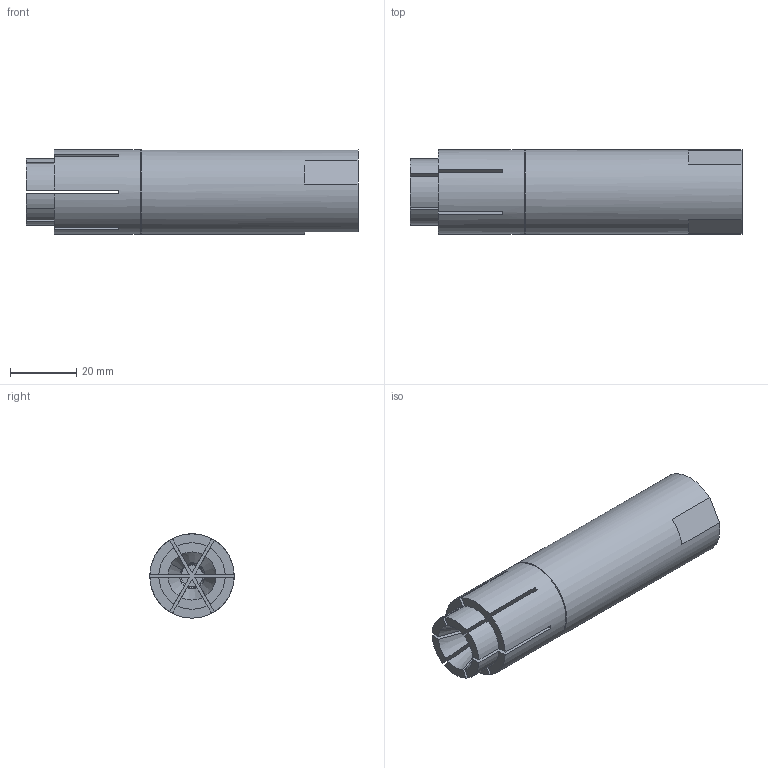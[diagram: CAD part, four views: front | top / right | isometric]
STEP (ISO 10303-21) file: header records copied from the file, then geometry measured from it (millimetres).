
FILE_DESCRIPTION(('HOOPS Exchange Step'),'2;1');
FILE_NAME('temp_export','2022-12-07T15:49:11-06:00',('jonat'),('Shapr3D Limited'),'HOOPS Exchange 2022.0','Shapr3D','Authorized');
FILE_SCHEMA( ('AUTOMOTIVE_DESIGN { 1 0 10303 214 1 1 1 1 }') );
Length unit declared in the file: millimetre
Products named in the file (1): Collet
Bounding box: 100 x 25.4 x 25.4 mm (x, y, z)
Volume: 45896.1 mm3; surface area: 11992.1 mm2
Topology: 1 solids, 1 shells, 446 faces, 1332 edges, 888 vertices
Faces by surface type: bspline 283, cylinder 107, plane 38, cone 18
Full cylindrical faces by diameter (mm): 25.4 x2
Entity records: 17702 total; most frequent: CARTESIAN_POINT 9052, ORIENTED_EDGE 2664, EDGE_CURVE 1332, VERTEX_POINT 888, DIRECTION 707, B_SPLINE_CURVE_WITH_KNOTS 630, EDGE_LOOP 446, FACE_BOUND 446
